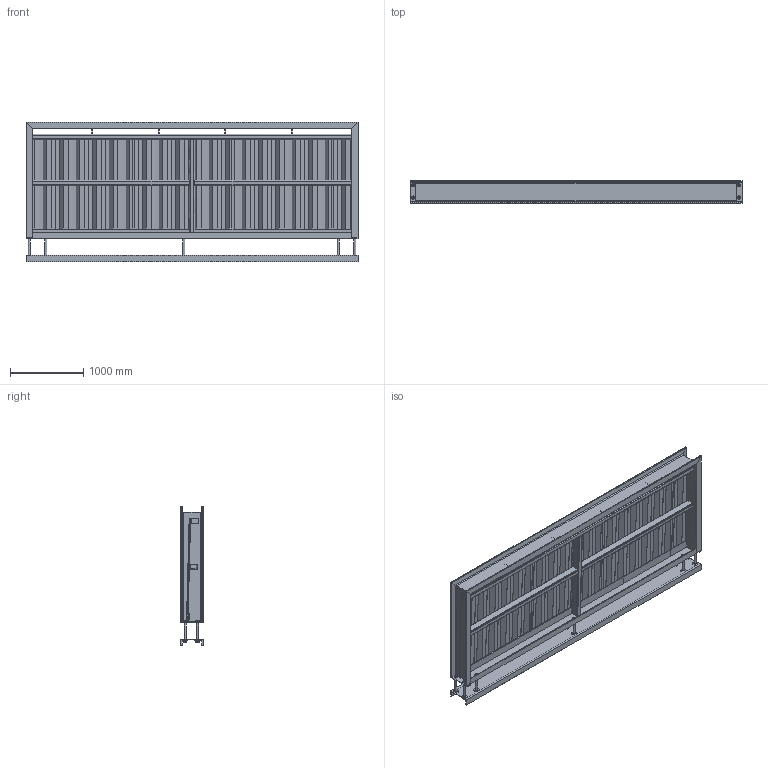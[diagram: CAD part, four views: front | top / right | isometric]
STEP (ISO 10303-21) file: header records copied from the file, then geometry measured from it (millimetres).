
FILE_DESCRIPTION(('FreeCAD Model'),'2;1');
FILE_NAME('Open CASCADE Shape Model','2025-05-01T10:07:18',('FreeCAD'),( 'FreeCAD'),'Open CASCADE STEP processor 7.6','FreeCAD','Unknown');
FILE_SCHEMA(('AUTOMOTIVE_DESIGN { 1 0 10303 214 1 1 1 1 }'));
Products named in the file (1): Open CASCADE STEP translator 7.6 1
Bounding box: 4536.57 x 302.44 x 1900.07 mm (x, y, z)
Volume: 140796711 mm3; surface area: 38610142 mm2
Topology: 51 solids, 51 shells, 1418 faces, 3508 edges, 2262 vertices
Faces by surface type: bspline 1418
Entity records: 58192 total; most frequent: CARTESIAN_POINT 37619, ORIENTED_EDGE 7016, EDGE_CURVE 3508, B_SPLINE_CURVE_WITH_KNOTS 2384, VERTEX_POINT 2262, FACE_BOUND 1576, EDGE_LOOP 1576, ADVANCED_FACE 1418
